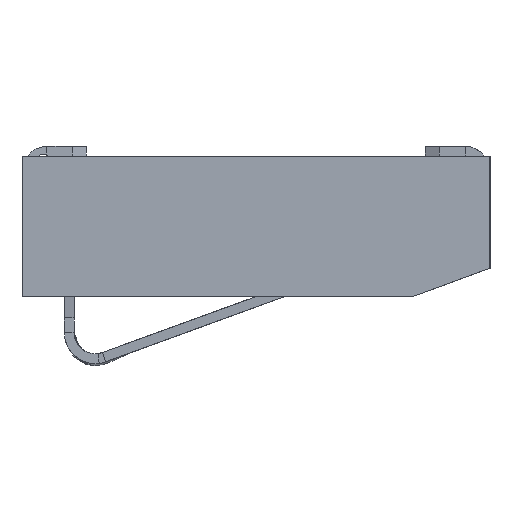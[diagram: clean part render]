
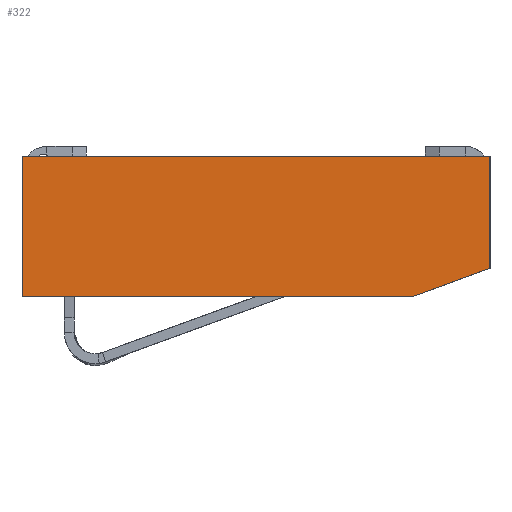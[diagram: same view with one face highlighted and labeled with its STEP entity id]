
A CAD part, left-side view. The second image highlights one B-rep face of the part: STEP entity #322.
In plain terms, the highlighted free-form (B-spline) face has degree [1, 1] with [2, 2] control points.
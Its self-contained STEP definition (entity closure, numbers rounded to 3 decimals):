
#322=ADVANCED_FACE('',(#1127),#27155,.T.);
#1127=FACE_OUTER_BOUND('',#1932,.T.);
#1932=EDGE_LOOP('',(#3843,#3844,#3845,#3846,#3847));
#3843=ORIENTED_EDGE('',*,*,#18679,.T.);
#3844=ORIENTED_EDGE('',*,*,#18680,.T.);
#3845=ORIENTED_EDGE('',*,*,#18681,.T.);
#3846=ORIENTED_EDGE('',*,*,#18682,.T.);
#3847=ORIENTED_EDGE('',*,*,#18683,.T.);
#8709=PCURVE('',#27155,#12931);
#8710=PCURVE('',#27155,#12932);
#8711=PCURVE('',#27155,#12933);
#8712=PCURVE('',#27155,#12934);
#8713=PCURVE('',#27155,#12935);
#8743=PCURVE('',#27161,#12965);
#10886=PCURVE('',#27490,#15108);
#11006=PCURVE('',#27502,#15228);
#11314=PCURVE('',#27537,#15536);
#11526=PCURVE('',#27557,#15748);
#12931=DEFINITIONAL_REPRESENTATION('',(#21926),#52890);
#12932=DEFINITIONAL_REPRESENTATION('',(#21928),#52890);
#12933=DEFINITIONAL_REPRESENTATION('',(#21930),#52890);
#12934=DEFINITIONAL_REPRESENTATION('',(#21932),#52890);
#12935=DEFINITIONAL_REPRESENTATION('',(#21934),#52890);
#12965=DEFINITIONAL_REPRESENTATION('',(#21978),#52890);
#15108=DEFINITIONAL_REPRESENTATION('',(#24924),#52890);
#15228=DEFINITIONAL_REPRESENTATION('',(#25063),#52890);
#15536=DEFINITIONAL_REPRESENTATION('',(#25426),#52890);
#15748=DEFINITIONAL_REPRESENTATION('',(#25659),#52890);
#16568=SURFACE_CURVE('',#21925,(#8709,#10886),.PCURVE_S1.);
#16569=SURFACE_CURVE('',#21927,(#8710,#11314),.PCURVE_S1.);
#16570=SURFACE_CURVE('',#21929,(#8711,#11006),.PCURVE_S1.);
#16571=SURFACE_CURVE('',#21931,(#8712,#11526),.PCURVE_S1.);
#16572=SURFACE_CURVE('',#21933,(#8713,#8743),.PCURVE_S1.);
#18679=EDGE_CURVE('',#26187,#26188,#16568,.T.);
#18680=EDGE_CURVE('',#26188,#26189,#16569,.T.);
#18681=EDGE_CURVE('',#26189,#26190,#16570,.T.);
#18682=EDGE_CURVE('',#26190,#26191,#16571,.T.);
#18683=EDGE_CURVE('',#26191,#26187,#16572,.T.);
#21925=B_SPLINE_CURVE_WITH_KNOTS('',1,(#42852,#42853),.UNSPECIFIED.,.F.,
 .F.,(2,2),(0.,2.032),.UNSPECIFIED.);
#21926=B_SPLINE_CURVE_WITH_KNOTS('',1,(#42854,#42855),.UNSPECIFIED.,.F.,
 .F.,(2,2),(0.,2.032),.UNSPECIFIED.);
#21927=B_SPLINE_CURVE_WITH_KNOTS('',1,(#42856,#42857),.UNSPECIFIED.,.F.,
 .F.,(2,2),(0.,8.484),.UNSPECIFIED.);
#21928=B_SPLINE_CURVE_WITH_KNOTS('',1,(#42858,#42859),.UNSPECIFIED.,.F.,
 .F.,(2,2),(0.,8.484),.UNSPECIFIED.);
#21929=B_SPLINE_CURVE_WITH_KNOTS('',1,(#42860,#42861),.UNSPECIFIED.,.F.,
 .F.,(2,2),(0.,2.54),.UNSPECIFIED.);
#21930=B_SPLINE_CURVE_WITH_KNOTS('',1,(#42862,#42863),.UNSPECIFIED.,.F.,
 .F.,(2,2),(0.,2.54),.UNSPECIFIED.);
#21931=B_SPLINE_CURVE_WITH_KNOTS('',1,(#42864,#42865),.UNSPECIFIED.,.F.,
 .F.,(2,2),(0.,7.088),.UNSPECIFIED.);
#21932=B_SPLINE_CURVE_WITH_KNOTS('',1,(#42866,#42867),.UNSPECIFIED.,.F.,
 .F.,(2,2),(0.,7.088),.UNSPECIFIED.);
#21933=B_SPLINE_CURVE_WITH_KNOTS('',1,(#42868,#42869),.UNSPECIFIED.,.F.,
 .F.,(2,2),(-1.485,0.),.UNSPECIFIED.);
#21934=B_SPLINE_CURVE_WITH_KNOTS('',1,(#42870,#42871),.UNSPECIFIED.,.F.,
 .F.,(2,2),(-1.485,0.),.UNSPECIFIED.);
#21978=B_SPLINE_CURVE_WITH_KNOTS('',1,(#43059,#43060),.UNSPECIFIED.,.F.,
 .F.,(2,2),(-1.485,0.),.UNSPECIFIED.);
#24924=B_SPLINE_CURVE_WITH_KNOTS('',1,(#51128,#51129),.UNSPECIFIED.,.F.,
 .F.,(2,2),(0.,2.032),.UNSPECIFIED.);
#25063=B_SPLINE_CURVE_WITH_KNOTS('',1,(#51461,#51462),.UNSPECIFIED.,.F.,
 .F.,(2,2),(0.,2.54),.UNSPECIFIED.);
#25426=B_SPLINE_CURVE_WITH_KNOTS('',1,(#52305,#52306),.UNSPECIFIED.,.F.,
 .F.,(2,2),(0.,8.484),.UNSPECIFIED.);
#25659=B_SPLINE_CURVE_WITH_KNOTS('',1,(#52879,#52880),.UNSPECIFIED.,.F.,
 .F.,(2,2),(0.,7.088),.UNSPECIFIED.);
#26187=VERTEX_POINT('',#36393);
#26188=VERTEX_POINT('',#36394);
#26189=VERTEX_POINT('',#36395);
#26190=VERTEX_POINT('',#36396);
#26191=VERTEX_POINT('',#36397);
#27155=B_SPLINE_SURFACE_WITH_KNOTS('',1,1,((#31208,#31209),(#31210,#31211)),
 .UNSPECIFIED.,.F.,.F.,.F.,(2,2),(2,2),(-0.254,2.794),(-9.332,0.848),
 .UNSPECIFIED.);
#27161=B_SPLINE_SURFACE_WITH_KNOTS('',1,1,((#31268,#31269),(#31270,#31271)),
 .UNSPECIFIED.,.F.,.F.,.F.,(2,2),(2,2),(-1.634,0.149),
(-10.334,-7.332),.UNSPECIFIED.);
#27490=B_SPLINE_SURFACE_WITH_KNOTS('',1,1,((#35398,#35399),(#35400,#35401)),
 .UNSPECIFIED.,.F.,.F.,.F.,(2,2),(2,2),(-2.743,-0.305),(-0.945,10.394),
 .UNSPECIFIED.);
#27502=B_SPLINE_SURFACE_WITH_KNOTS('',1,1,((#35446,#35447),(#35448,#35449)),
 .UNSPECIFIED.,.F.,.F.,.F.,(2,2),(2,2),(-10.744,-8.827),(-2.794,0.254),
 .UNSPECIFIED.);
#27537=B_SPLINE_SURFACE_WITH_KNOTS('',1,1,((#35704,#35705),(#35706,#35707)),
 .UNSPECIFIED.,.F.,.F.,.F.,(2,2),(2,2),(-7.32,4.78),(-4.6,5.581),
 .UNSPECIFIED.);
#27557=B_SPLINE_SURFACE_WITH_KNOTS('',1,1,((#35866,#35867),(#35868,#35869)),
 .UNSPECIFIED.,.F.,.F.,.F.,(2,2),(2,2),(-3.065,5.441),
(-7.32,4.78),.UNSPECIFIED.);
#31208=CARTESIAN_POINT('',(-4.66,0.923,-3.772));
#31209=CARTESIAN_POINT('',(-4.66,11.103,-3.772));
#31210=CARTESIAN_POINT('',(-4.66,0.923,-0.724));
#31211=CARTESIAN_POINT('',(-4.66,11.103,-0.724));
#31268=CARTESIAN_POINT('',(-4.91,1.632,-2.959));
#31269=CARTESIAN_POINT('',(-1.908,1.632,-2.959));
#31270=CARTESIAN_POINT('',(-4.91,3.307,-3.569));
#31271=CARTESIAN_POINT('',(-1.908,3.307,-3.569));
#35398=CARTESIAN_POINT('',(-5.605,1.771,-0.774));
#35399=CARTESIAN_POINT('',(5.734,1.771,-0.774));
#35400=CARTESIAN_POINT('',(-5.605,1.771,-3.213));
#35401=CARTESIAN_POINT('',(5.734,1.771,-3.213));
#35446=CARTESIAN_POINT('',(-5.32,10.255,-0.724));
#35447=CARTESIAN_POINT('',(-5.32,10.255,-3.772));
#35448=CARTESIAN_POINT('',(-3.403,10.255,-0.724));
#35449=CARTESIAN_POINT('',(-3.403,10.255,-3.772));
#35704=CARTESIAN_POINT('',(-5.668,0.923,-0.978));
#35705=CARTESIAN_POINT('',(-5.668,11.103,-0.978));
#35706=CARTESIAN_POINT('',(6.432,0.923,-0.978));
#35707=CARTESIAN_POINT('',(6.432,11.103,-0.978));
#35866=CARTESIAN_POINT('',(-5.668,2.458,-3.518));
#35867=CARTESIAN_POINT('',(6.432,2.458,-3.518));
#35868=CARTESIAN_POINT('',(-5.668,10.964,-3.518));
#35869=CARTESIAN_POINT('',(6.432,10.964,-3.518));
#36393=CARTESIAN_POINT('',(-4.66,1.771,-3.01));
#36394=CARTESIAN_POINT('',(-4.66,1.771,-0.978));
#36395=CARTESIAN_POINT('',(-4.66,10.255,-0.978));
#36396=CARTESIAN_POINT('',(-4.66,10.255,-3.518));
#36397=CARTESIAN_POINT('',(-4.66,3.167,-3.518));
#42852=CARTESIAN_POINT('',(-4.66,1.771,-3.01));
#42853=CARTESIAN_POINT('',(-4.66,1.771,-0.978));
#42854=CARTESIAN_POINT('',(0.508,-8.484));
#42855=CARTESIAN_POINT('',(2.54,-8.484));
#42856=CARTESIAN_POINT('',(-4.66,1.771,-0.978));
#42857=CARTESIAN_POINT('',(-4.66,10.255,-0.978));
#42858=CARTESIAN_POINT('',(2.54,-8.484));
#42859=CARTESIAN_POINT('',(2.54,0.));
#42860=CARTESIAN_POINT('',(-4.66,10.255,-0.978));
#42861=CARTESIAN_POINT('',(-4.66,10.255,-3.518));
#42862=CARTESIAN_POINT('',(2.54,0.));
#42863=CARTESIAN_POINT('',(0.,0.));
#42864=CARTESIAN_POINT('',(-4.66,10.255,-3.518));
#42865=CARTESIAN_POINT('',(-4.66,3.167,-3.518));
#42866=CARTESIAN_POINT('',(0.,0.));
#42867=CARTESIAN_POINT('',(0.,-7.088));
#42868=CARTESIAN_POINT('',(-4.66,3.167,-3.518));
#42869=CARTESIAN_POINT('',(-4.66,1.771,-3.01));
#42870=CARTESIAN_POINT('',(0.,-7.088));
#42871=CARTESIAN_POINT('',(0.508,-8.484));
#43059=CARTESIAN_POINT('',(0.,-10.084));
#43060=CARTESIAN_POINT('',(-1.485,-10.084));
#51128=CARTESIAN_POINT('',(-0.508,0.));
#51129=CARTESIAN_POINT('',(-2.54,0.));
#51461=CARTESIAN_POINT('',(-10.084,-2.54));
#51462=CARTESIAN_POINT('',(-10.084,0.));
#52305=CARTESIAN_POINT('',(-6.312,-3.752));
#52306=CARTESIAN_POINT('',(-6.312,4.732));
#52879=CARTESIAN_POINT('',(4.732,-6.312));
#52880=CARTESIAN_POINT('',(-2.356,-6.312));
#52890=(
GEOMETRIC_REPRESENTATION_CONTEXT(2)
PARAMETRIC_REPRESENTATION_CONTEXT()
REPRESENTATION_CONTEXT('pspace','')
);
